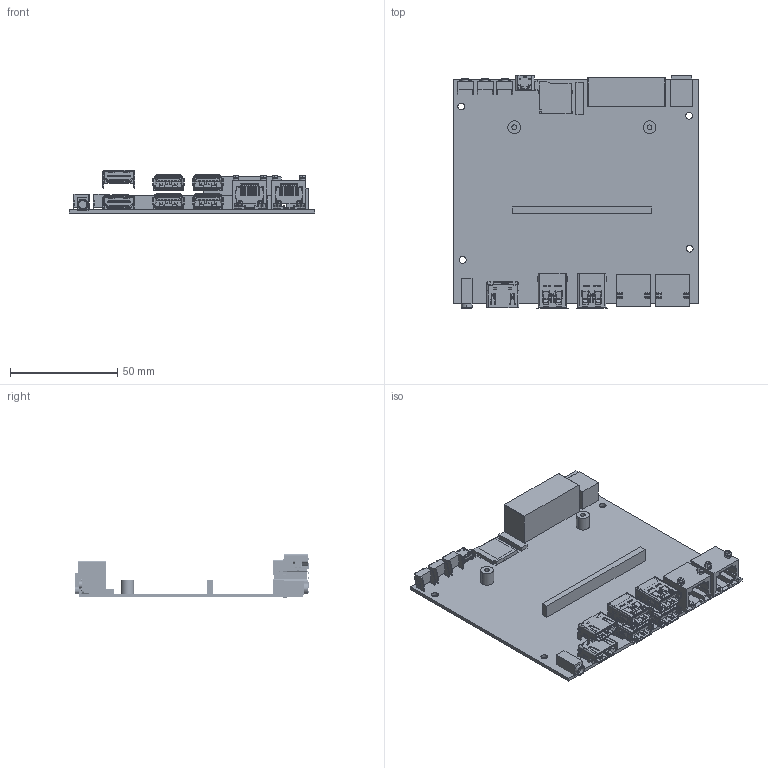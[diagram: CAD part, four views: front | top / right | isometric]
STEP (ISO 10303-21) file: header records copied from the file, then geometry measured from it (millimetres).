
FILE_DESCRIPTION((''),'2;1');
FILE_NAME('A205E_PCBA_ASM','2022-08-24T',('Administrator'),(''),'PRO/ENGINEER BY PARAMETRIC TECHNOLOGY CORPORATION, 2015240','PRO/ENGINEER BY PARAMETRIC TECHNOLOGY CORPORATION, 2015240','');
FILE_SCHEMA(('CONFIG_CONTROL_DESIGN'));
Products named in the file (13): A205E_PCB_2_2_3_1_1_1_2; EJ_4_1_1_4_1_1_2_1_1_1; ADMI2E549752QKYR_5_4_1_1_3_1_3_; M-UB04-H-A0_1_4_1_1_3_1_1_2_1_1; HHF-14A000-2SA-N_2_19_3_1_1_3_1; KK1_4_1_1_3_1_1_2_1_1_1; T-C_4_1_1_3_2_1_2_1_1_1; MANIFOLD_SOLID_BREP_335740_1_1_; DC-1_3_2_1_2_1_1_1; 2X10PIN_DZ_2_2_1_2_1_1_1; A205E_PCBA_ASM_83_ASM_5_ASM_12__ASM; A205E_PCBA_ASM_1_ASM_1_ASM_1_AS_ASM; A205E_PCBA_ASM
Assembly tree (19 placements, depth 4):
  A205E_PCBA_ASM
    A205E_PCBA_ASM_1_ASM_1_ASM_1_AS_ASM
      A205E_PCBA_ASM_83_ASM_5_ASM_12__ASM
        A205E_PCB_2_2_3_1_1_1_2
        EJ_4_1_1_4_1_1_2_1_1_1
        ADMI2E549752QKYR_5_4_1_1_3_1_3_  x2
        M-UB04-H-A0_1_4_1_1_3_1_1_2_1_1  x4
        HHF-14A000-2SA-N_2_19_3_1_1_3_1  x2
        KK1_4_1_1_3_1_1_2_1_1_1  x3
        T-C_4_1_1_3_2_1_2_1_1_1
        MANIFOLD_SOLID_BREP_335740_1_1_
        DC-1_3_2_1_2_1_1_1
        2X10PIN_DZ_2_2_1_2_1_1_1
Bounding box: 114.55 x 109.14 x 20.5 mm (x, y, z)
Volume: 34975.6 mm3; surface area: 54527.3 mm2
Topology: 17 solids, 40 shells, 10773 faces, 30845 edges, 20107 vertices
Faces by surface type: plane 8240, cylinder 2236, bspline 205, cone 70, extrusion 12, torus 8, sphere 2
Entity records: 159931 total; most frequent: CARTESIAN_POINT 32892, ORIENTED_EDGE 27506, DIRECTION 24697, EDGE_CURVE 13762, VECTOR 11489, LINE 11477, VERTEX_POINT 9034, AXIS2_PLACEMENT_3D 6604
